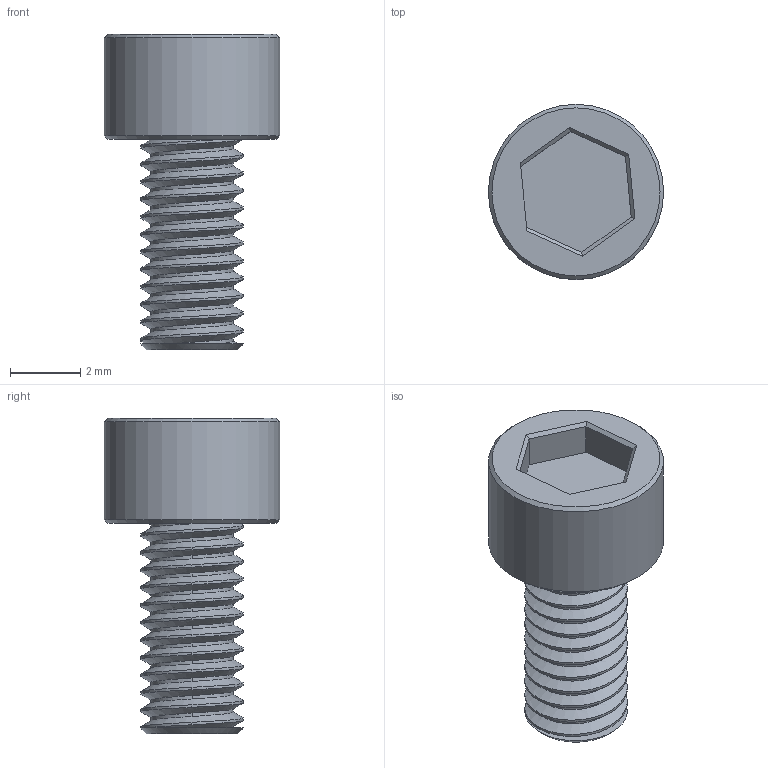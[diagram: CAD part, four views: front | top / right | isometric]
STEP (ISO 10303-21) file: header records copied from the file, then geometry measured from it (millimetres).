
FILE_DESCRIPTION(/* description */ (''),/* implementation_level */ '2;1');
FILE_NAME(/* name */ 'screw M3 6mm .step',/* time_stamp */ '2019-11-22T21:54:26+01:00',/* author */ (''),/* organization */ (''),/* preprocessor_version */ 'ST-DEVELOPER v18',/* originating_system */ 'Autodesk Translation Framework v8.12.0.6',/* authorisation */ '');
FILE_SCHEMA (('AUTOMOTIVE_DESIGN { 1 0 10303 214 3 1 1 }'));
Length unit declared in the file: millimetre
Products named in the file (1): screw M3 6mm
Bounding box: 5 x 5 x 9 mm (x, y, z)
Volume: 83.7 mm3; surface area: 188.6 mm2
Topology: 2 solids, 2 shells, 49 faces, 124 edges, 80 vertices
Faces by surface type: cylinder 27, plane 17, cone 3, bspline 2
Full cylindrical faces by diameter (mm): 2.356 x11, 2.927 x11, 5 x1
Entity records: 3054 total; most frequent: CARTESIAN_POINT 1939, ORIENTED_EDGE 248, DIRECTION 177, EDGE_CURVE 124, VERTEX_POINT 80, AXIS2_PLACEMENT_3D 60, LINE 57, VECTOR 57
